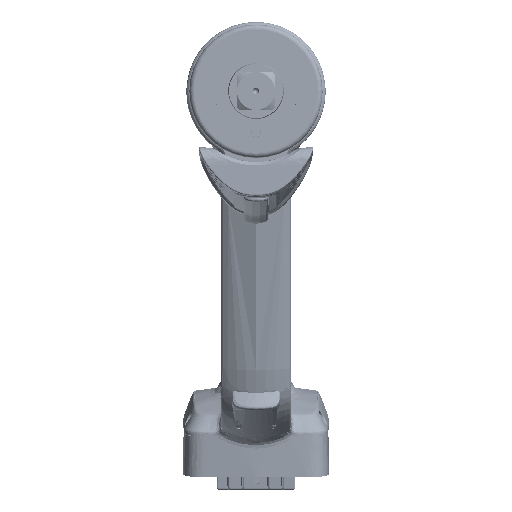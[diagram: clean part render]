
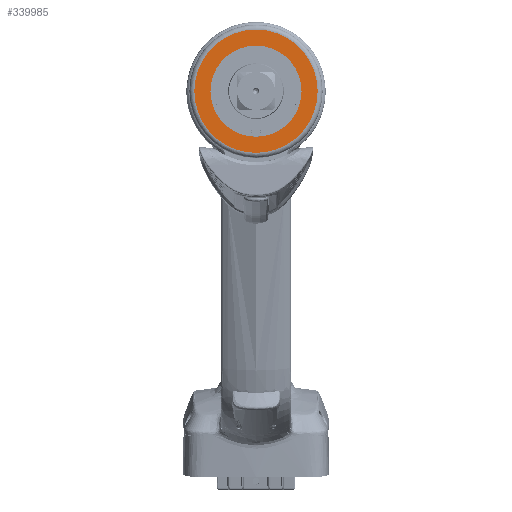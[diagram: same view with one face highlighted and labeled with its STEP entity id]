
A CAD part, top view. The second image highlights one B-rep face of the part: STEP entity #339985.
In plain terms, the highlighted planar face has unit normal (0, 0, 1).
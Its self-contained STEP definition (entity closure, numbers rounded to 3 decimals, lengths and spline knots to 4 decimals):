
#294210=CARTESIAN_POINT('',(0.,0.1181,6.2992));
#294211=DIRECTION('',(0.,0.,-1.));
#294212=DIRECTION('',(1.,0.,0.));
#294213=AXIS2_PLACEMENT_3D('',#294210,#294211,#294212);
#294215=CARTESIAN_POINT('',(0.,0.1181,6.2992));
#294216=DIRECTION('',(0.,0.,-1.));
#294217=DIRECTION('',(-1.,0.,0.));
#294218=AXIS2_PLACEMENT_3D('',#294215,#294216,#294217);
#294220=CARTESIAN_POINT('',(0.,0.1181,6.2992));
#294221=DIRECTION('',(0.,0.,1.));
#294222=DIRECTION('',(0.,-1.,0.));
#294223=AXIS2_PLACEMENT_3D('',#294220,#294221,#294222);
#294225=CARTESIAN_POINT('',(0.,0.1181,6.2992));
#294226=DIRECTION('',(0.,0.,1.));
#294227=DIRECTION('',(0.,1.,0.));
#294228=AXIS2_PLACEMENT_3D('',#294225,#294226,#294227);
#301373=CARTESIAN_POINT('',(1.2205,0.1181,
6.2992));
#301374=CARTESIAN_POINT('',(-1.2205,0.1181,
6.2992));
#301375=VERTEX_POINT('',#301373);
#301376=VERTEX_POINT('',#301374);
#301377=CARTESIAN_POINT('',(0.,-0.7343,6.2992));
#301378=CARTESIAN_POINT('',(0.,0.9705,6.2992));
#301379=VERTEX_POINT('',#301377);
#301380=VERTEX_POINT('',#301378);
#339970=CARTESIAN_POINT('',(0.,0.1181,6.2992));
#339971=DIRECTION('',(0.,0.,1.));
#339972=DIRECTION('',(0.,1.,0.));
#339973=AXIS2_PLACEMENT_3D('',#339970,#339971,#339972);
#339974=PLANE('',#339973);
#339975=ORIENTED_EDGE('',*,*,#339950,.T.);
#339976=ORIENTED_EDGE('',*,*,#339964,.T.);
#339977=EDGE_LOOP('',(#339975,#339976));
#339978=FACE_OUTER_BOUND('',#339977,.F.);
#339980=ORIENTED_EDGE('',*,*,#339979,.T.);
#339982=ORIENTED_EDGE('',*,*,#339981,.T.);
#339983=EDGE_LOOP('',(#339980,#339982));
#339984=FACE_BOUND('',#339983,.F.);
#339985=ADVANCED_FACE('',(#339978,#339984),#339974,.T.);
#294214=CIRCLE('',#294213,1.2205);
#294219=CIRCLE('',#294218,1.2205);
#294224=CIRCLE('',#294223,0.8524);
#294229=CIRCLE('',#294228,0.8524);
#339950=EDGE_CURVE('',#301375,#301376,#294214,.T.);
#339964=EDGE_CURVE('',#301376,#301375,#294219,.T.);
#339979=EDGE_CURVE('',#301379,#301380,#294224,.T.);
#339981=EDGE_CURVE('',#301380,#301379,#294229,.T.);
